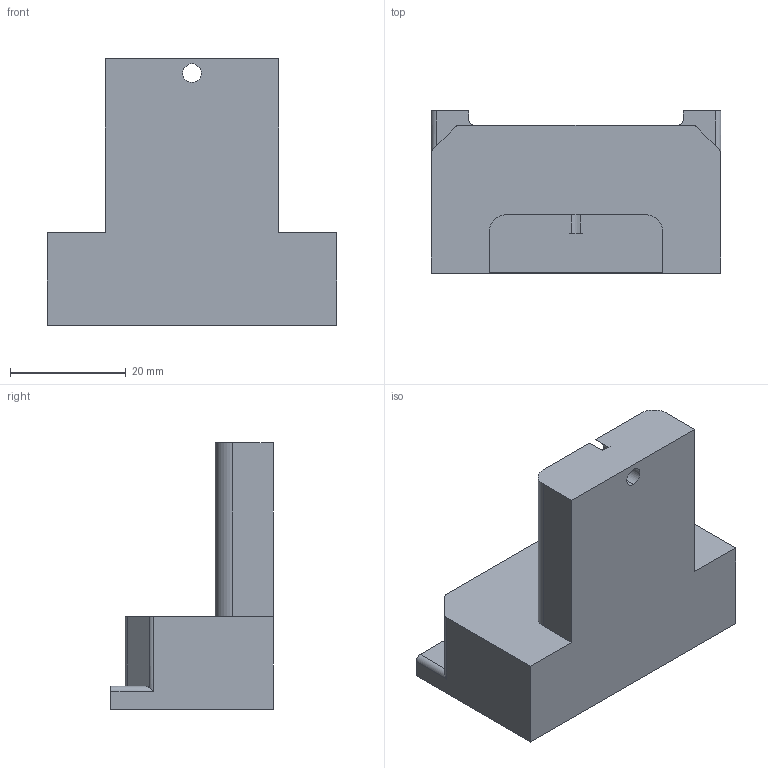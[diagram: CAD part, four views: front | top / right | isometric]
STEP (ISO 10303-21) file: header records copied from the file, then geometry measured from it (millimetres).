
FILE_DESCRIPTION (( 'STEP AP214' ), '1' );
FILE_NAME ('Äåðæàòåëü ùåòêè.STEP', '2023-11-05T21:58:23', ( '' ), ( '' ), 'SwSTEP 2.0', 'SolidWorks 2022', '' );
FILE_SCHEMA (( 'AUTOMOTIVE_DESIGN' ));
Length unit declared in the file: millimetre
Products named in the file (1): Держатель щетки
Bounding box: 50 x 28 x 46 mm (x, y, z)
Volume: 22830.1 mm3; surface area: 7921.9 mm2
Topology: 1 solids, 1 shells, 46 faces, 126 edges, 84 vertices
Faces by surface type: plane 29, cylinder 17
Entity records: 1498 total; most frequent: CARTESIAN_POINT 269, ORIENTED_EDGE 252, DIRECTION 246, EDGE_CURVE 126, LINE 92, VECTOR 92, VERTEX_POINT 84, AXIS2_PLACEMENT_3D 77
